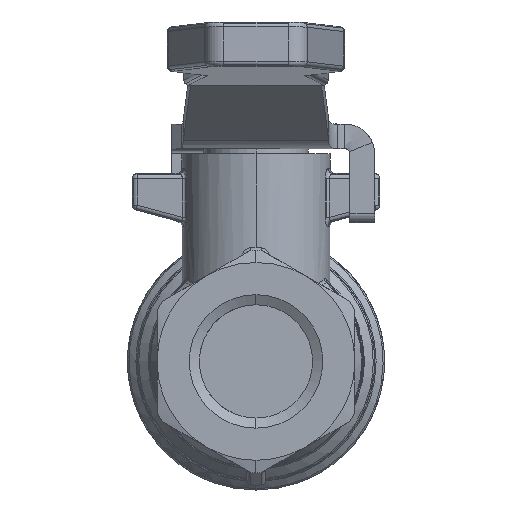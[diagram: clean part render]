
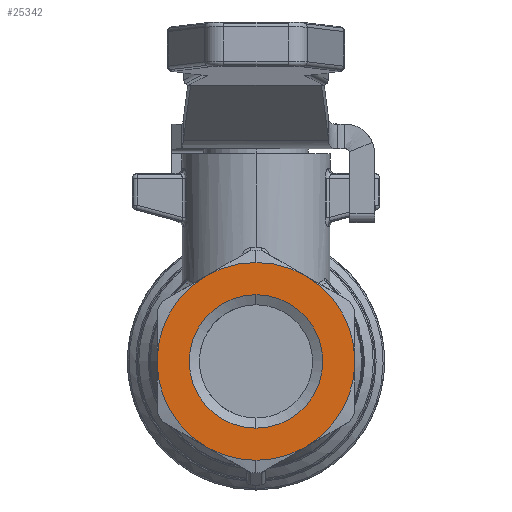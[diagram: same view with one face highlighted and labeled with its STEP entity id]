
A CAD part, left-side view. The second image highlights one B-rep face of the part: STEP entity #25342.
In plain terms, the highlighted planar face has unit normal (-1, 0, 0).
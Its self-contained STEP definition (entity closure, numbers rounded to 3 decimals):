
#25243=CARTESIAN_POINT('',(-22.5,-0.,5.625));
#25244=DIRECTION('',(-1.,0.,0.));
#25245=DIRECTION('',(0.,-1.,-0.));
#25246=AXIS2_PLACEMENT_3D('',#25243,#25244,#25245);
#25247=PLANE('',#25246);
#25248=CARTESIAN_POINT('',(-22.5,5.,8.66));
#25249=VERTEX_POINT('',#25248);
#25250=CARTESIAN_POINT('',(-22.5,10.,-0.));
#25251=VERTEX_POINT('',#25250);
#25252=CARTESIAN_POINT('',(-22.5,0.,0.));
#25253=DIRECTION('',(-1.,-0.,-0.));
#25254=DIRECTION('',(0.,-0.,1.));
#25255=AXIS2_PLACEMENT_3D('',#25252,#25253,#25254);
#25256=CIRCLE('',#25255,10.);
#25257=EDGE_CURVE('',#25249,#25251,#25256,.T.);
#25258=ORIENTED_EDGE('',*,*,#25257,.T.);
#25259=CARTESIAN_POINT('',(-22.5,5.,-8.66));
#25260=VERTEX_POINT('',#25259);
#25261=CARTESIAN_POINT('',(-22.5,0.,0.));
#25262=DIRECTION('',(-1.,-0.,-0.));
#25263=DIRECTION('',(0.,-0.,1.));
#25264=AXIS2_PLACEMENT_3D('',#25261,#25262,#25263);
#25265=CIRCLE('',#25264,10.);
#25266=EDGE_CURVE('',#25251,#25260,#25265,.T.);
#25267=ORIENTED_EDGE('',*,*,#25266,.T.);
#25268=CARTESIAN_POINT('',(-22.5,0.,-10.));
#25269=VERTEX_POINT('',#25268);
#25270=CARTESIAN_POINT('',(-22.5,0.,0.));
#25271=DIRECTION('',(-1.,-0.,-0.));
#25272=DIRECTION('',(0.,0.,-1.));
#25273=AXIS2_PLACEMENT_3D('',#25270,#25271,#25272);
#25274=CIRCLE('',#25273,10.);
#25275=EDGE_CURVE('',#25260,#25269,#25274,.T.);
#25276=ORIENTED_EDGE('',*,*,#25275,.T.);
#25277=CARTESIAN_POINT('',(-22.5,-5.,-8.66));
#25278=VERTEX_POINT('',#25277);
#25279=CARTESIAN_POINT('',(-22.5,0.,0.));
#25280=DIRECTION('',(-1.,-0.,-0.));
#25281=DIRECTION('',(0.,0.,-1.));
#25282=AXIS2_PLACEMENT_3D('',#25279,#25280,#25281);
#25283=CIRCLE('',#25282,10.);
#25284=EDGE_CURVE('',#25269,#25278,#25283,.T.);
#25285=ORIENTED_EDGE('',*,*,#25284,.T.);
#25286=CARTESIAN_POINT('',(-22.5,-10.,-0.));
#25287=VERTEX_POINT('',#25286);
#25288=CARTESIAN_POINT('',(-22.5,0.,0.));
#25289=DIRECTION('',(-1.,-0.,-0.));
#25290=DIRECTION('',(0.,-0.,1.));
#25291=AXIS2_PLACEMENT_3D('',#25288,#25289,#25290);
#25292=CIRCLE('',#25291,10.);
#25293=EDGE_CURVE('',#25278,#25287,#25292,.T.);
#25294=ORIENTED_EDGE('',*,*,#25293,.T.);
#25295=CARTESIAN_POINT('',(-22.5,-5.,8.66));
#25296=VERTEX_POINT('',#25295);
#25297=CARTESIAN_POINT('',(-22.5,0.,0.));
#25298=DIRECTION('',(-1.,-0.,-0.));
#25299=DIRECTION('',(0.,-0.,1.));
#25300=AXIS2_PLACEMENT_3D('',#25297,#25298,#25299);
#25301=CIRCLE('',#25300,10.);
#25302=EDGE_CURVE('',#25287,#25296,#25301,.T.);
#25303=ORIENTED_EDGE('',*,*,#25302,.T.);
#25304=CARTESIAN_POINT('',(-22.5,-0.,10.));
#25305=VERTEX_POINT('',#25304);
#25306=CARTESIAN_POINT('',(-22.5,0.,0.));
#25307=DIRECTION('',(-1.,-0.,-0.));
#25308=DIRECTION('',(0.,-0.,1.));
#25309=AXIS2_PLACEMENT_3D('',#25306,#25307,#25308);
#25310=CIRCLE('',#25309,10.);
#25311=EDGE_CURVE('',#25296,#25305,#25310,.T.);
#25312=ORIENTED_EDGE('',*,*,#25311,.T.);
#25313=CARTESIAN_POINT('',(-22.5,0.,0.));
#25314=DIRECTION('',(-1.,-0.,-0.));
#25315=DIRECTION('',(0.,-0.,1.));
#25316=AXIS2_PLACEMENT_3D('',#25313,#25314,#25315);
#25317=CIRCLE('',#25316,10.);
#25318=EDGE_CURVE('',#25305,#25249,#25317,.T.);
#25319=ORIENTED_EDGE('',*,*,#25318,.T.);
#25320=EDGE_LOOP('',(#25258,#25267,#25276,#25285,#25294,#25303,#25312,#25319));
#25321=FACE_BOUND('',#25320,.T.);
#25322=CARTESIAN_POINT('',(-22.5,-0.,-6.75));
#25323=VERTEX_POINT('',#25322);
#25324=CARTESIAN_POINT('',(-22.5,0.,6.75));
#25325=VERTEX_POINT('',#25324);
#25326=CARTESIAN_POINT('',(-22.5,0.,0.));
#25327=DIRECTION('',(1.,-0.,-0.));
#25328=DIRECTION('',(0.,-0.,1.));
#25329=AXIS2_PLACEMENT_3D('',#25326,#25327,#25328);
#25330=CIRCLE('',#25329,6.75);
#25331=EDGE_CURVE('',#25323,#25325,#25330,.T.);
#25332=ORIENTED_EDGE('',*,*,#25331,.T.);
#25333=CARTESIAN_POINT('',(-22.5,0.,0.));
#25334=DIRECTION('',(1.,-0.,-0.));
#25335=DIRECTION('',(0.,-0.,1.));
#25336=AXIS2_PLACEMENT_3D('',#25333,#25334,#25335);
#25337=CIRCLE('',#25336,6.75);
#25338=EDGE_CURVE('',#25325,#25323,#25337,.T.);
#25339=ORIENTED_EDGE('',*,*,#25338,.T.);
#25340=EDGE_LOOP('',(#25332,#25339));
#25341=FACE_BOUND('',#25340,.T.);
#25342=ADVANCED_FACE('',(#25321,#25341),#25247,.T.);
